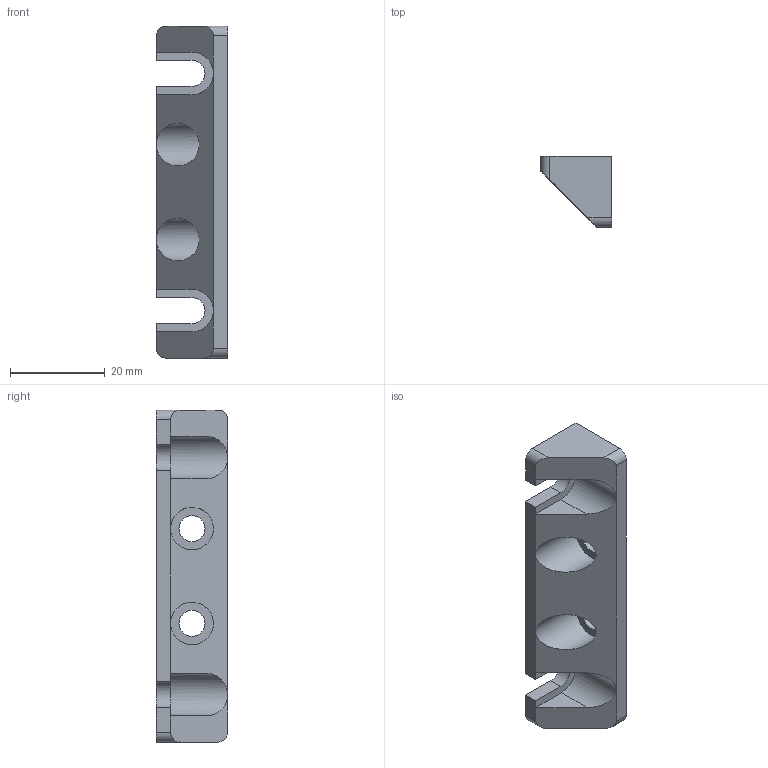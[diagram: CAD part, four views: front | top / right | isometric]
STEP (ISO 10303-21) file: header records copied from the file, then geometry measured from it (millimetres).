
FILE_DESCRIPTION((''),'2;1');
FILE_NAME('CORNER 3.stp','2014-06-10T14:51:27',('jge'),(''),'Autodesk Inventor 2012','Autodesk Inventor 2012','');
FILE_SCHEMA(('AUTOMOTIVE_DESIGN { 1 0 10303 214 1 1 1 1 }'));
Length unit declared in the file: millimetre
Products named in the file (1): CORNER 3
Bounding box: 15 x 15 x 70 mm (x, y, z)
Volume: 7647.9 mm3; surface area: 5295.1 mm2
Topology: 1 solids, 1 shells, 91 faces, 234 edges, 148 vertices
Faces by surface type: plane 65, cylinder 26
Full cylindrical faces by diameter (mm): 5.5 x2, 9 x2
Entity records: 2742 total; most frequent: DIRECTION 478, CARTESIAN_POINT 466, ORIENTED_EDGE 456, EDGE_CURVE 228, VECTOR 162, LINE 162, AXIS2_PLACEMENT_3D 158, VERTEX_POINT 146
